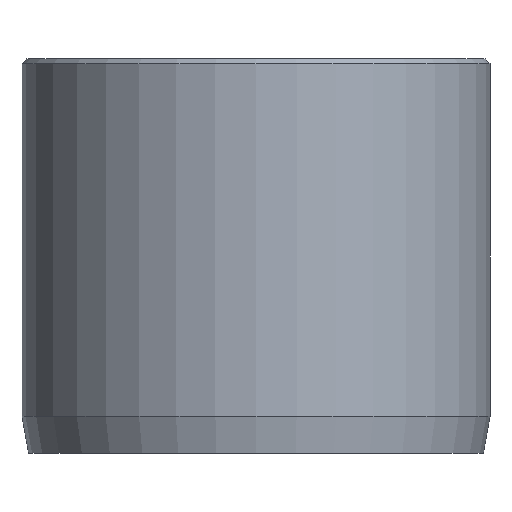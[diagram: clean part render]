
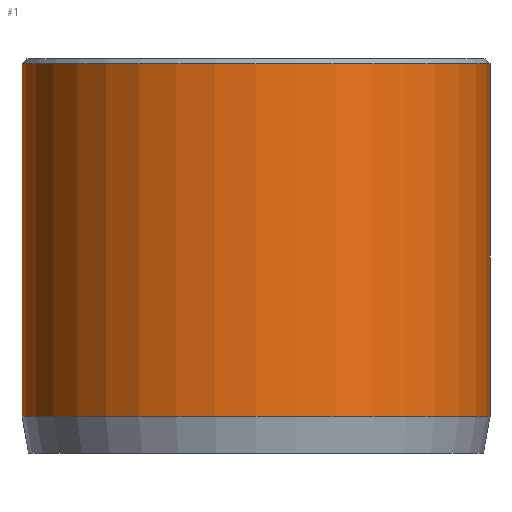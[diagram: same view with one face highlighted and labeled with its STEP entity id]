
A CAD part, front view. The second image highlights one B-rep face of the part: STEP entity #1.
In plain terms, the highlighted cylindrical face has radius 9.5 mm (diameter 19 mm), a partial arc.
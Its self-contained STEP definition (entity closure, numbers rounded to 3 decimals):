
#1 = ADVANCED_FACE ( 'NONE', ( #478 ), #679, .T. ) ;
#67 = EDGE_CURVE ( 'NONE', #1228, #130, #1147, .T. ) ;
#71 = CARTESIAN_POINT ( 'NONE',  ( -9.5, 0., 1.5 ) ) ;
#78 = CARTESIAN_POINT ( 'NONE',  ( -9.5, 0., 15.8 ) ) ;
#106 = VERTEX_POINT ( 'NONE', #177 ) ;
#130 = VERTEX_POINT ( 'NONE', #71 ) ;
#147 = DIRECTION ( 'NONE',  ( 0., 0., -1. ) ) ;
#164 = CARTESIAN_POINT ( 'NONE',  ( 9.5, 0., 15.8 ) ) ;
#177 = CARTESIAN_POINT ( 'NONE',  ( 9.5, 0., 1.5 ) ) ;
#195 = CIRCLE ( 'NONE', #1031, 9.5 ) ;
#212 = EDGE_LOOP ( 'NONE', ( #1196, #700, #369, #554 ) ) ;
#213 = DIRECTION ( 'NONE',  ( -1., 0., 0. ) ) ;
#218 = DIRECTION ( 'NONE',  ( 0., 0., 1. ) ) ;
#257 = CARTESIAN_POINT ( 'NONE',  ( 0., 0., 16. ) ) ;
#359 = LINE ( 'NONE', #821, #391 ) ;
#360 = DIRECTION ( 'NONE',  ( 0., 0., -1. ) ) ;
#369 = ORIENTED_EDGE ( 'NONE', *, *, #67, .T. ) ;
#391 = VECTOR ( 'NONE', #360, 1000. ) ;
#433 = DIRECTION ( 'NONE',  ( 0., 0., -1. ) ) ;
#467 = CARTESIAN_POINT ( 'NONE',  ( -9.5, 0., 16. ) ) ;
#478 = FACE_OUTER_BOUND ( 'NONE', #212, .T. ) ;
#554 = ORIENTED_EDGE ( 'NONE', *, *, #841, .T. ) ;
#602 = EDGE_CURVE ( 'NONE', #711, #1228, #195, .T. ) ;
#649 = VECTOR ( 'NONE', #433, 1000. ) ;
#679 = CYLINDRICAL_SURFACE ( 'NONE', #984, 9.5 ) ;
#700 = ORIENTED_EDGE ( 'NONE', *, *, #602, .T. ) ;
#711 = VERTEX_POINT ( 'NONE', #164 ) ;
#788 = CARTESIAN_POINT ( 'NONE',  ( 0., 0., 1.5 ) ) ;
#821 = CARTESIAN_POINT ( 'NONE',  ( 9.5, 0., 16. ) ) ;
#841 = EDGE_CURVE ( 'NONE', #130, #106, #1193, .T. ) ;
#878 = DIRECTION ( 'NONE',  ( 1., 0., 0. ) ) ;
#926 = AXIS2_PLACEMENT_3D ( 'NONE', #788, #218, #878 ) ;
#984 = AXIS2_PLACEMENT_3D ( 'NONE', #257, #147, #213 ) ;
#1010 = EDGE_CURVE ( 'NONE', #711, #106, #359, .T. ) ;
#1019 = DIRECTION ( 'NONE',  ( 1., 0., 0. ) ) ;
#1029 = DIRECTION ( 'NONE',  ( 0., 0., -1. ) ) ;
#1031 = AXIS2_PLACEMENT_3D ( 'NONE', #1039, #1029, #1019 ) ;
#1039 = CARTESIAN_POINT ( 'NONE',  ( 0., 0., 15.8 ) ) ;
#1147 = LINE ( 'NONE', #467, #649 ) ;
#1193 = CIRCLE ( 'NONE', #926, 9.5 ) ;
#1196 = ORIENTED_EDGE ( 'NONE', *, *, #1010, .F. ) ;
#1228 = VERTEX_POINT ( 'NONE', #78 ) ;
